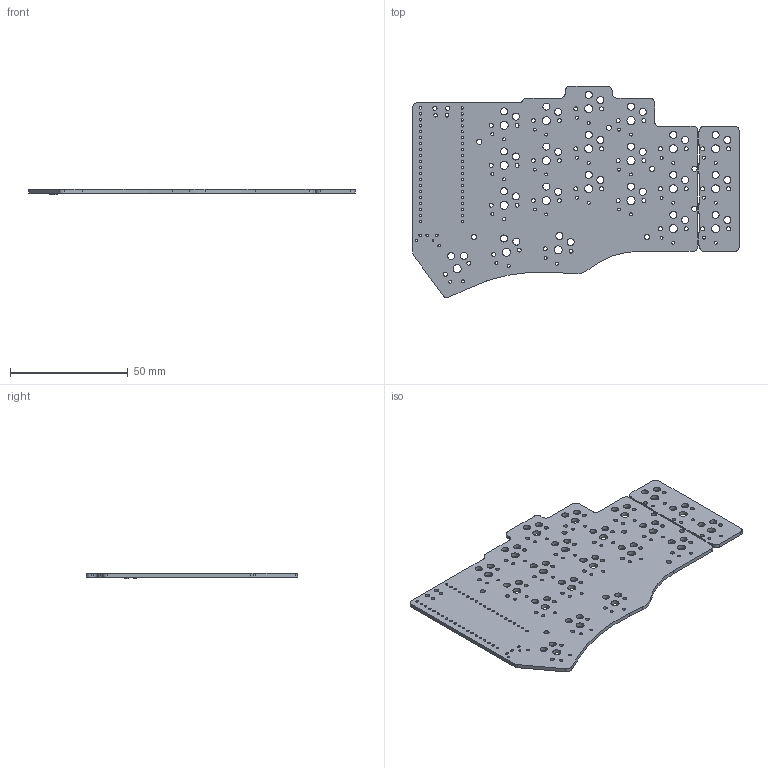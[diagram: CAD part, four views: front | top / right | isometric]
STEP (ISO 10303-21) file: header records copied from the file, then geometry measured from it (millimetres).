
FILE_DESCRIPTION(('KiCad electronic assembly'),'2;1');
FILE_NAME('keyboard_pcb.step','2023-02-14T08:20:58',('Pcbnew'),('Kicad') ,'Open CASCADE STEP processor 7.6','KiCad to STEP converter','Unknown' );
FILE_SCHEMA(('AUTOMOTIVE_DESIGN { 1 0 10303 214 1 1 1 1 }'));
Length unit declared in the file: millimetre
Products named in the file (4): keyboard_pcb 1; R_1206_3216Metric; SOLID; keyboard_pcb PCB
Assembly tree (4 placements, depth 3):
  keyboard_pcb 1
    R_1206_3216Metric  x2
      SOLID
    keyboard_pcb PCB
Bounding box: 138.8 x 89.91 x 2.2 mm (x, y, z)
Volume: 14049.4 mm3; surface area: 20391.2 mm2
Topology: 3 solids, 3 shells, 341 faces, 997 edges, 662 vertices
Faces by surface type: cylinder 272, plane 69
Full cylindrical faces by diameter (mm): 0.5 x20, 0.8 x2, 1.02 x40, 1.27 x42, 1.5 x2, 1.702 x42, 1.8 x2, 2.2 x7, 3 x42, 3.429 x21
Entity records: 25619 total; most frequent: CARTESIAN_POINT 6845, DIRECTION 3435, ORIENTED_EDGE 1858, PCURVE 1858, DEFINITIONAL_REPRESENTATION 1858, LINE 1731, VECTOR 1731, EDGE_CURVE 929
